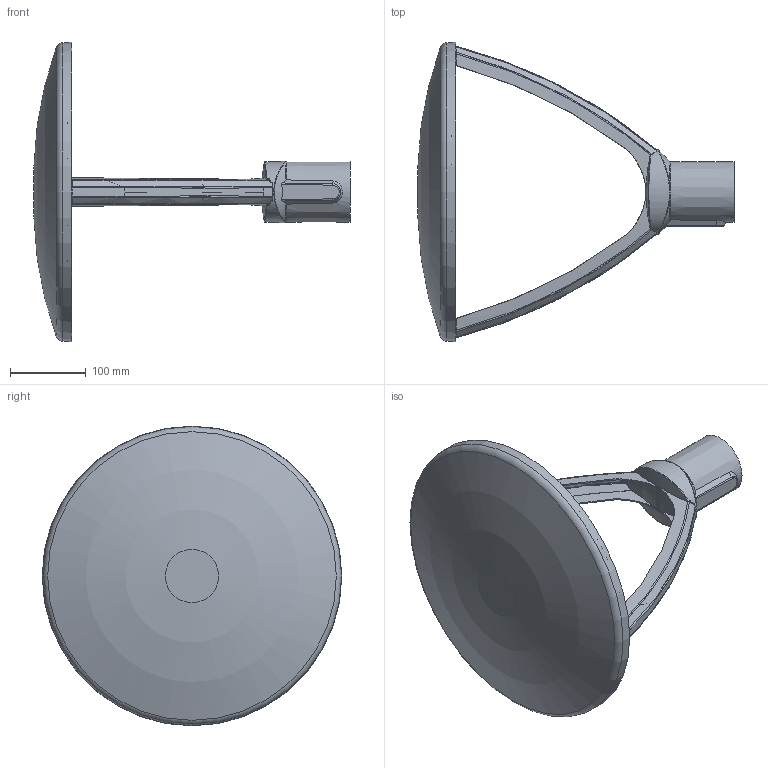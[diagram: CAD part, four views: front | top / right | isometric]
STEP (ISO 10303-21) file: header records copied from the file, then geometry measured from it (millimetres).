
FILE_DESCRIPTION (( 'STEP AP214' ), '1' );
FILE_NAME ('URBAN_LANTERN.STEP', '2024-08-27T05:56:06', ( '' ), ( '' ), 'SwSTEP 2.0', 'SolidWorks 2022', '' );
FILE_SCHEMA (( 'AUTOMOTIVE_DESIGN' ));
Length unit declared in the file: millimetre
Products named in the file (1): URBAN_LANTERN
Bounding box: 416.8 x 394.9 x 394.9 mm (x, y, z)
Volume: 4833732.8 mm3; surface area: 661830.7 mm2
Topology: 7 solids, 7 shells, 281 faces, 734 edges, 470 vertices
Faces by surface type: bspline 165, plane 53, cylinder 38, cone 18, torus 7
Entity records: 31221 total; most frequent: CARTESIAN_POINT 22657, ORIENTED_EDGE 1456, EDGE_CURVE 728, DIRECTION 626, VERTEX_POINT 469, B_SPLINE_CURVE_WITH_KNOTS 421, UNCERTAINTY_MEASURE_WITH_UNIT 290, SURFACE_STYLE_USAGE 289
